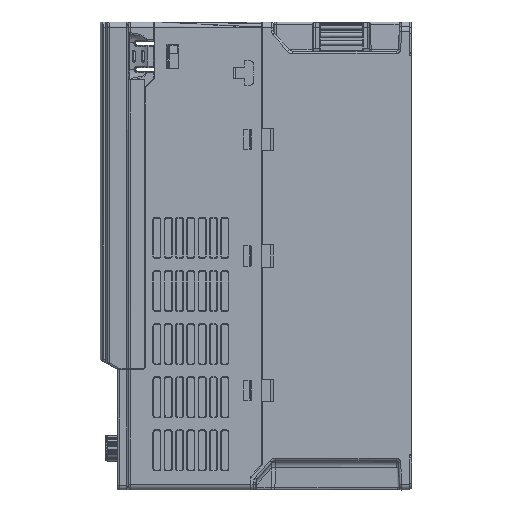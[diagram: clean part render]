
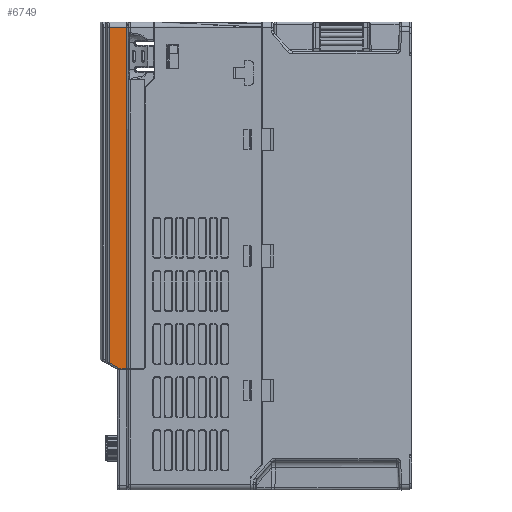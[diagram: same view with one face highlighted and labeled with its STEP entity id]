
A CAD part, left-side view. The second image highlights one B-rep face of the part: STEP entity #6749.
In plain terms, the highlighted planar face has unit normal (-0.999, 0.035, 0).
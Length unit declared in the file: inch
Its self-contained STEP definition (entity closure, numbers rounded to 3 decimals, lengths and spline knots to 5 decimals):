
#75 = ORIENTED_EDGE ( 'NONE', *, *, #21113, .F. ) ;
#110 = VERTEX_POINT ( 'NONE', #37596 ) ;
#6749 = ADVANCED_FACE ( 'NONE', ( #203146 ), #127653, .F. ) ;
#7676 = ORIENTED_EDGE ( 'NONE', *, *, #140698, .F. ) ;
#16104 = VERTEX_POINT ( 'NONE', #134994 ) ;
#21113 = EDGE_CURVE ( 'NONE', #110, #127774, #70082, .T. ) ;
#29676 = CARTESIAN_POINT ( 'NONE',  ( 1.61032, 5.01969, -0.09843 ) ) ;
#37596 = CARTESIAN_POINT ( 'NONE',  ( 1.60864, 4.97134, -0.09843 ) ) ;
#47796 = AXIS2_PLACEMENT_3D ( 'NONE', #160999, #194344, #65234 ) ;
#50646 = B_SPLINE_CURVE_WITH_KNOTS ( 'NONE', 3,
 ( #190874, #108144, #55961, #172077 ),
 .UNSPECIFIED., .F., .F.,
 ( 4, 4 ),
 ( 0., 1. ),
 .UNSPECIFIED. ) ;
#55961 = CARTESIAN_POINT ( 'NONE',  ( 1.61697, 5.21012, -5.96913 ) ) ;
#62231 = VECTOR ( 'NONE', #126500, 39.37008 ) ;
#64580 = VERTEX_POINT ( 'NONE', #97987 ) ;
#65234 = DIRECTION ( 'NONE',  ( 0.035, 0.999, 0. ) ) ;
#70082 = LINE ( 'NONE', #175813, #62231 ) ;
#78316 = DIRECTION ( 'NONE',  ( -0.035, -0.999, 0. ) ) ;
#83840 = DIRECTION ( 'NONE',  ( 0.035, 0.999, 0.003 ) ) ;
#84398 = CARTESIAN_POINT ( 'NONE',  ( 1.60864, 4.97134, -6.03965 ) ) ;
#85289 = LINE ( 'NONE', #29676, #150369 ) ;
#86474 = CARTESIAN_POINT ( 'NONE',  ( 1.6191, 5.27098, 0.62818 ) ) ;
#90823 = VERTEX_POINT ( 'NONE', #173872 ) ;
#95789 = VECTOR ( 'NONE', #202686, 39.37008 ) ;
#97987 = CARTESIAN_POINT ( 'NONE',  ( 1.6191, 5.27098, -5.93401 ) ) ;
#108144 = CARTESIAN_POINT ( 'NONE',  ( 1.61485, 5.14927, -6.00424 ) ) ;
#113845 = LINE ( 'NONE', #131913, #196886 ) ;
#126500 = DIRECTION ( 'NONE',  ( 0., 0., -1. ) ) ;
#127653 = PLANE ( 'NONE',  #47796 ) ;
#127774 = VERTEX_POINT ( 'NONE', #84398 ) ;
#131913 = CARTESIAN_POINT ( 'NONE',  ( 1.61114, 5.04293, -6.0394 ) ) ;
#134160 = ORIENTED_EDGE ( 'NONE', *, *, #162516, .F. ) ;
#134994 = CARTESIAN_POINT ( 'NONE',  ( 1.6191, 5.27098, -0.09843 ) ) ;
#140698 = EDGE_CURVE ( 'NONE', #64580, #16104, #189259, .T. ) ;
#150369 = VECTOR ( 'NONE', #78316, 39.37008 ) ;
#160999 = CARTESIAN_POINT ( 'NONE',  ( 1.61032, 5.01969, 0.62818 ) ) ;
#162516 = EDGE_CURVE ( 'NONE', #90823, #64580, #50646, .T. ) ;
#167953 = EDGE_CURVE ( 'NONE', #16104, #110, #85289, .T. ) ;
#172077 = CARTESIAN_POINT ( 'NONE',  ( 1.6191, 5.27098, -5.93401 ) ) ;
#173263 = ORIENTED_EDGE ( 'NONE', *, *, #206519, .F. ) ;
#173872 = CARTESIAN_POINT ( 'NONE',  ( 1.61272, 5.08841, -6.0393 ) ) ;
#175813 = CARTESIAN_POINT ( 'NONE',  ( 1.60864, 4.97134, 0.62818 ) ) ;
#189259 = LINE ( 'NONE', #86474, #95789 ) ;
#190874 = CARTESIAN_POINT ( 'NONE',  ( 1.61272, 5.08841, -6.0393 ) ) ;
#194344 = DIRECTION ( 'NONE',  ( 0.999, -0.035, 0. ) ) ;
#196226 = ORIENTED_EDGE ( 'NONE', *, *, #167953, .F. ) ;
#196886 = VECTOR ( 'NONE', #83840, 39.37008 ) ;
#202686 = DIRECTION ( 'NONE',  ( 0., 0., 1. ) ) ;
#203146 = FACE_OUTER_BOUND ( 'NONE', #213100, .T. ) ;
#206519 = EDGE_CURVE ( 'NONE', #127774, #90823, #113845, .T. ) ;
#213100 = EDGE_LOOP ( 'NONE', ( #134160, #173263, #75, #196226, #7676 ) ) ;
